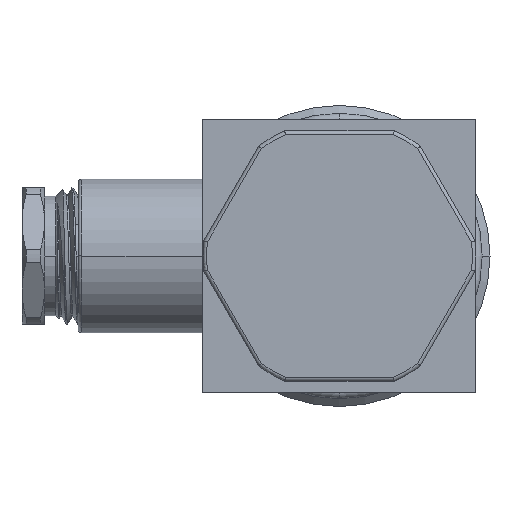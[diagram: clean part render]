
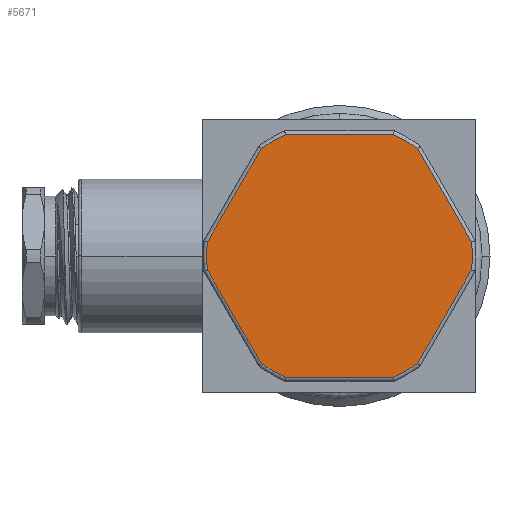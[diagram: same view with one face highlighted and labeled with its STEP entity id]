
A CAD part, left-side view. The second image highlights one B-rep face of the part: STEP entity #5671.
In plain terms, the highlighted planar face has unit normal (-1, 0, 0).
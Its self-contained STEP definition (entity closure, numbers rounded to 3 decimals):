
#5228=DIRECTION('',(0.,-1.,0.));
#5229=VECTOR('',#5228,7.535);
#5230=CARTESIAN_POINT('',(-2.032,3.768,-8.471));
#5231=LINE('',#5230,#5229);
#5232=DIRECTION('',(0.,-0.5,-0.866));
#5233=VECTOR('',#5232,7.535);
#5234=CARTESIAN_POINT('',(-2.032,9.22,-0.973));
#5235=LINE('',#5234,#5233);
#5236=DIRECTION('',(0.,0.5,-0.866));
#5237=VECTOR('',#5236,7.535);
#5238=CARTESIAN_POINT('',(-2.032,5.452,7.498));
#5239=LINE('',#5238,#5237);
#5240=DIRECTION('',(0.,1.,0.));
#5241=VECTOR('',#5240,7.535);
#5242=CARTESIAN_POINT('',(-2.032,-3.768,8.471));
#5243=LINE('',#5242,#5241);
#5244=DIRECTION('',(0.,0.5,0.866));
#5245=VECTOR('',#5244,7.535);
#5246=CARTESIAN_POINT('',(-2.032,-9.22,0.973));
#5247=LINE('',#5246,#5245);
#5248=DIRECTION('',(0.,-0.5,0.866));
#5249=VECTOR('',#5248,7.535);
#5250=CARTESIAN_POINT('',(-2.032,-5.452,-7.498));
#5251=LINE('',#5250,#5249);
#5407=CARTESIAN_POINT('',(-2.032,0.,0.));
#5408=DIRECTION('',(-1.,0.,0.));
#5409=DIRECTION('',(0.,0.588,-0.809));
#5410=AXIS2_PLACEMENT_3D('',#5407,#5408,#5409);
#5435=CARTESIAN_POINT('',(-2.032,0.,0.));
#5436=DIRECTION('',(-1.,0.,0.));
#5437=DIRECTION('',(0.,0.994,0.105));
#5438=AXIS2_PLACEMENT_3D('',#5435,#5436,#5437);
#5463=CARTESIAN_POINT('',(-2.032,0.,0.));
#5464=DIRECTION('',(-1.,0.,0.));
#5465=DIRECTION('',(0.,0.406,0.914));
#5466=AXIS2_PLACEMENT_3D('',#5463,#5464,#5465);
#5491=CARTESIAN_POINT('',(-2.032,0.,0.));
#5492=DIRECTION('',(-1.,0.,0.));
#5493=DIRECTION('',(0.,-0.588,0.809));
#5494=AXIS2_PLACEMENT_3D('',#5491,#5492,#5493);
#5519=CARTESIAN_POINT('',(-2.032,0.,0.));
#5520=DIRECTION('',(-1.,0.,0.));
#5521=DIRECTION('',(0.,-0.994,-0.105));
#5522=AXIS2_PLACEMENT_3D('',#5519,#5520,#5521);
#5547=CARTESIAN_POINT('',(-2.032,0.,0.));
#5548=DIRECTION('',(-1.,0.,0.));
#5549=DIRECTION('',(0.,-0.406,-0.914));
#5550=AXIS2_PLACEMENT_3D('',#5547,#5548,#5549);
#5596=CARTESIAN_POINT('',(-2.032,-5.452,-7.498));
#5597=CARTESIAN_POINT('',(-2.032,-9.22,-0.973));
#5598=VERTEX_POINT('',#5596);
#5599=VERTEX_POINT('',#5597);
#5604=CARTESIAN_POINT('',(-2.032,-9.22,0.973));
#5605=CARTESIAN_POINT('',(-2.032,-5.452,7.498));
#5606=VERTEX_POINT('',#5604);
#5607=VERTEX_POINT('',#5605);
#5612=CARTESIAN_POINT('',(-2.032,-3.768,8.471));
#5613=CARTESIAN_POINT('',(-2.032,3.768,8.471));
#5614=VERTEX_POINT('',#5612);
#5615=VERTEX_POINT('',#5613);
#5620=CARTESIAN_POINT('',(-2.032,5.452,7.498));
#5621=CARTESIAN_POINT('',(-2.032,9.22,0.973));
#5622=VERTEX_POINT('',#5620);
#5623=VERTEX_POINT('',#5621);
#5628=CARTESIAN_POINT('',(-2.032,9.22,-0.973));
#5629=CARTESIAN_POINT('',(-2.032,5.452,-7.498));
#5630=VERTEX_POINT('',#5628);
#5631=VERTEX_POINT('',#5629);
#5636=CARTESIAN_POINT('',(-2.032,3.768,-8.471));
#5637=CARTESIAN_POINT('',(-2.032,-3.768,-8.471));
#5638=VERTEX_POINT('',#5636);
#5639=VERTEX_POINT('',#5637);
#5640=CARTESIAN_POINT('',(-2.032,0.,0.));
#5641=DIRECTION('',(1.,0.,0.));
#5642=DIRECTION('',(0.,0.,-1.));
#5643=AXIS2_PLACEMENT_3D('',#5640,#5641,#5642);
#5644=PLANE('',#5643);
#5646=ORIENTED_EDGE('',*,*,#5645,.F.);
#5648=ORIENTED_EDGE('',*,*,#5647,.F.);
#5650=ORIENTED_EDGE('',*,*,#5649,.F.);
#5652=ORIENTED_EDGE('',*,*,#5651,.F.);
#5654=ORIENTED_EDGE('',*,*,#5653,.F.);
#5656=ORIENTED_EDGE('',*,*,#5655,.F.);
#5658=ORIENTED_EDGE('',*,*,#5657,.F.);
#5660=ORIENTED_EDGE('',*,*,#5659,.F.);
#5662=ORIENTED_EDGE('',*,*,#5661,.F.);
#5664=ORIENTED_EDGE('',*,*,#5663,.F.);
#5666=ORIENTED_EDGE('',*,*,#5665,.F.);
#5668=ORIENTED_EDGE('',*,*,#5667,.F.);
#5669=EDGE_LOOP('',(#5646,#5648,#5650,#5652,#5654,#5656,#5658,#5660,#5662,#5664,
#5666,#5668));
#5670=FACE_OUTER_BOUND('',#5669,.F.);
#5411=CIRCLE('',#5410,9.271);
#5439=CIRCLE('',#5438,9.271);
#5467=CIRCLE('',#5466,9.271);
#5495=CIRCLE('',#5494,9.271);
#5523=CIRCLE('',#5522,9.271);
#5551=CIRCLE('',#5550,9.271);
#5645=EDGE_CURVE('',#5639,#5598,#5551,.T.);
#5647=EDGE_CURVE('',#5638,#5639,#5231,.T.);
#5649=EDGE_CURVE('',#5631,#5638,#5411,.T.);
#5651=EDGE_CURVE('',#5630,#5631,#5235,.T.);
#5653=EDGE_CURVE('',#5623,#5630,#5439,.T.);
#5655=EDGE_CURVE('',#5622,#5623,#5239,.T.);
#5657=EDGE_CURVE('',#5615,#5622,#5467,.T.);
#5659=EDGE_CURVE('',#5614,#5615,#5243,.T.);
#5661=EDGE_CURVE('',#5607,#5614,#5495,.T.);
#5663=EDGE_CURVE('',#5606,#5607,#5247,.T.);
#5665=EDGE_CURVE('',#5599,#5606,#5523,.T.);
#5667=EDGE_CURVE('',#5598,#5599,#5251,.T.);
#5671=ADVANCED_FACE('',(#5670),#5644,.F.);
